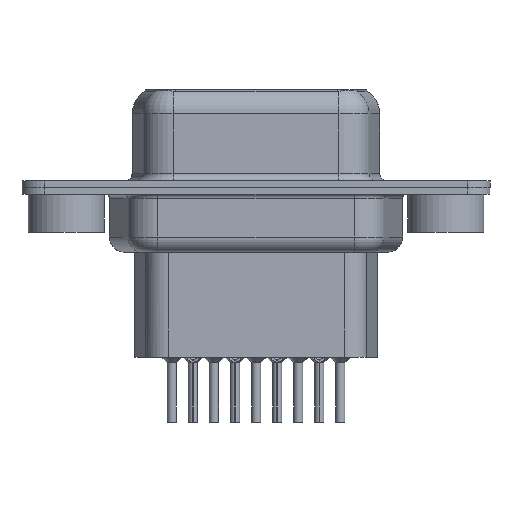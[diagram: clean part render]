
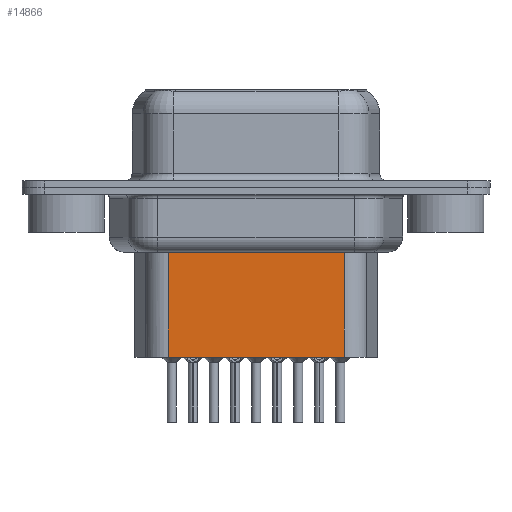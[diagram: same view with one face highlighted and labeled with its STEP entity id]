
A CAD part, front view. The second image highlights one B-rep face of the part: STEP entity #14866.
In plain terms, the highlighted planar face has unit normal (0, -1, 0).
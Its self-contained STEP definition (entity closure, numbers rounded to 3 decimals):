
#394 = DIRECTION ( 'NONE',  ( 0., 0., -1. ) ) ;
#550 = VERTEX_POINT ( 'NONE', #17077 ) ;
#839 = DIRECTION ( 'NONE',  ( 0., -1., 0. ) ) ;
#1779 = EDGE_CURVE ( 'NONE', #7693, #17181, #4564, .T. ) ;
#2350 = CARTESIAN_POINT ( 'NONE',  ( 6.706, -3.5, -3.1 ) ) ;
#2630 = EDGE_CURVE ( 'NONE', #17181, #3700, #16580, .T. ) ;
#3340 = CARTESIAN_POINT ( 'NONE',  ( 18.294, -3.5, -11.15 ) ) ;
#3700 = VERTEX_POINT ( 'NONE', #9270 ) ;
#4564 = LINE ( 'NONE', #12643, #14110 ) ;
#4809 = DIRECTION ( 'NONE',  ( -1., 0., 0. ) ) ;
#6296 = CARTESIAN_POINT ( 'NONE',  ( 6.459, -3.5, -4.097 ) ) ;
#6725 = VECTOR ( 'NONE', #394, 1000. ) ;
#7581 = ORIENTED_EDGE ( 'NONE', *, *, #12707, .T. ) ;
#7693 = VERTEX_POINT ( 'NONE', #21364 ) ;
#8079 = CARTESIAN_POINT ( 'NONE',  ( 6.706, -3.5, -11.15 ) ) ;
#8344 = VECTOR ( 'NONE', #4809, 1000. ) ;
#8694 = EDGE_CURVE ( 'NONE', #7693, #550, #19831, .T. ) ;
#9270 = CARTESIAN_POINT ( 'NONE',  ( 6.706, -3.5, -11.15 ) ) ;
#9455 = DIRECTION ( 'NONE',  ( 0., 0., -1. ) ) ;
#10406 = EDGE_LOOP ( 'NONE', ( #14532, #10639, #7581, #18161 ) ) ;
#10639 = ORIENTED_EDGE ( 'NONE', *, *, #8694, .T. ) ;
#12146 = CARTESIAN_POINT ( 'NONE',  ( 6.706, -3.5, -3.1 ) ) ;
#12476 = DIRECTION ( 'NONE',  ( 1., 0., 0. ) ) ;
#12643 = CARTESIAN_POINT ( 'NONE',  ( 18.294, -3.5, -3.1 ) ) ;
#12707 = EDGE_CURVE ( 'NONE', #550, #3700, #18703, .T. ) ;
#14110 = VECTOR ( 'NONE', #9455, 1000. ) ;
#14532 = ORIENTED_EDGE ( 'NONE', *, *, #1779, .F. ) ;
#14866 = ADVANCED_FACE ( 'NONE', ( #20772 ), #19351, .T. ) ;
#16371 = AXIS2_PLACEMENT_3D ( 'NONE', #2350, #839, #12476 ) ;
#16580 = LINE ( 'NONE', #8079, #8344 ) ;
#17077 = CARTESIAN_POINT ( 'NONE',  ( 6.706, -3.5, -4.097 ) ) ;
#17181 = VERTEX_POINT ( 'NONE', #3340 ) ;
#17210 = VECTOR ( 'NONE', #17987, 1000. ) ;
#17987 = DIRECTION ( 'NONE',  ( -1., 0., 0. ) ) ;
#18161 = ORIENTED_EDGE ( 'NONE', *, *, #2630, .F. ) ;
#18703 = LINE ( 'NONE', #12146, #6725 ) ;
#19351 = PLANE ( 'NONE',  #16371 ) ;
#19831 = LINE ( 'NONE', #6296, #17210 ) ;
#20772 = FACE_OUTER_BOUND ( 'NONE', #10406, .T. ) ;
#21364 = CARTESIAN_POINT ( 'NONE',  ( 18.294, -3.5, -4.097 ) ) ;
